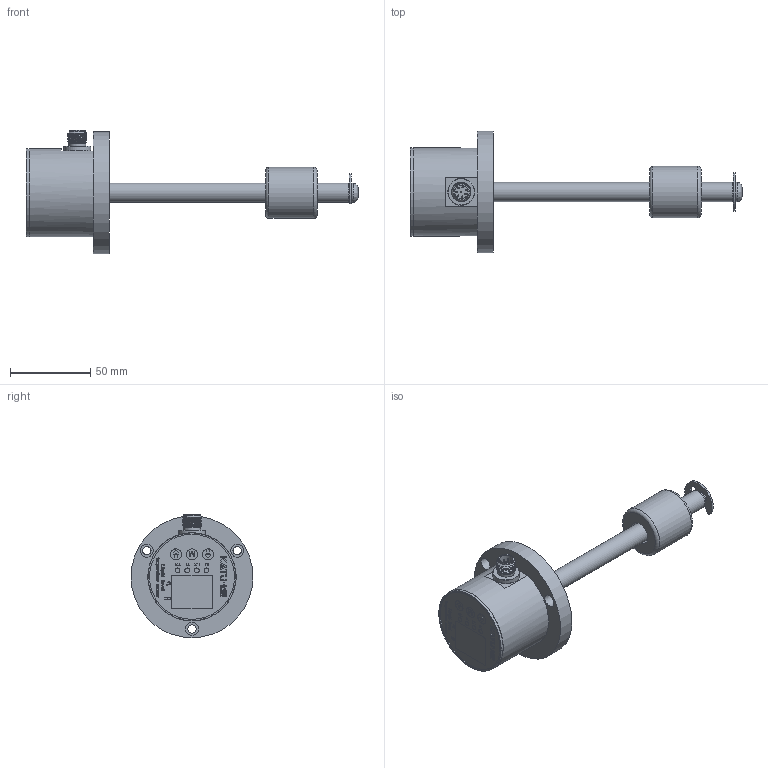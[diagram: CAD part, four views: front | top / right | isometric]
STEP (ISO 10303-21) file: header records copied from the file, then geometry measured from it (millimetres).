
FILE_DESCRIPTION(/* description */ (''),/* implementation_level */ '2;1');
FILE_NAME(/* name */ 'LT400-L0150.stp',/* time_stamp */ '2022-07-25T14:54:54+08:00',/* author */ (''),/* organization */ (''),/* preprocessor_version */ 'ST-DEVELOPER v16',/* originating_system */ 'SIEMENS PLM Software NX 10.0',/* authorisation */ '');
FILE_SCHEMA (('CONFIG_CONTROL_DESIGN'));
Length unit declared in the file: millimetre
Products named in the file (1): 89d17c18ee4c1d12142a0574fe85c55d_step
Bounding box: 207 x 76 x 77 mm (x, y, z)
Volume: 176824 mm3; surface area: 42518.4 mm2
Topology: 8 solids, 9 shells, 1453 faces, 3934 edges, 2617 vertices
Faces by surface type: plane 1283, cylinder 100, bspline 51, cone 17, torus 2
Full cylindrical faces by diameter (mm): 0.7 x16, 0.8 x16, 3 x4, 5.2 x3, 8 x3, 8.3 x1, 8.4 x1, 9.9 x1, 10 x1, 10.6 x2, 10.7 x2, 11 x1, 11.5 x1, 12 x2, 13 x1, 14.5 x1, 16.7 x1, 16.8 x1, 32 x1, 51.6 x1, 52 x1, 53 x1, 55 x2, 76 x1
Entity records: 49055 total; most frequent: CARTESIAN_POINT 13029, ORIENTED_EDGE 7604, DIRECTION 6749, EDGE_CURVE 3802, LINE 3467, VECTOR 3467, VERTEX_POINT 2582, EDGE_LOOP 1694
